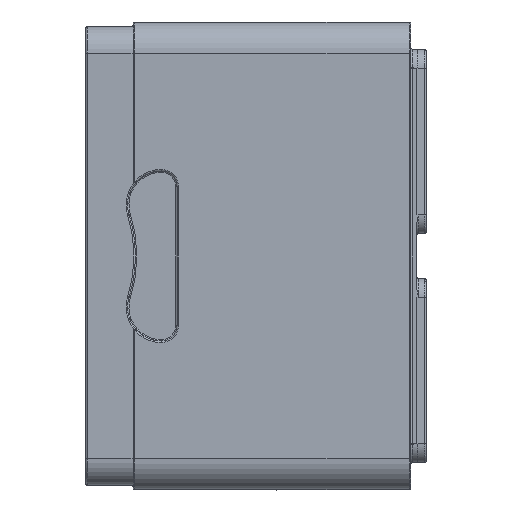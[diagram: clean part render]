
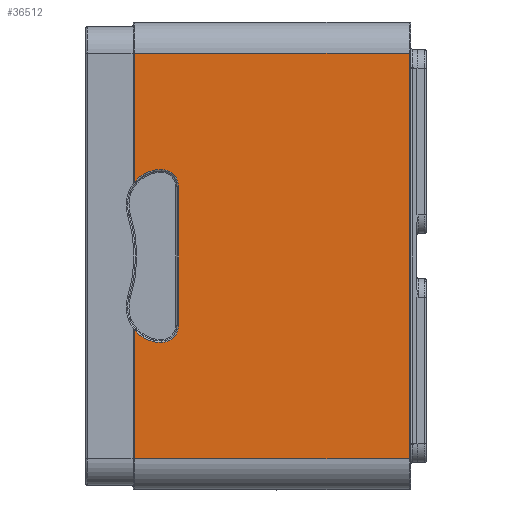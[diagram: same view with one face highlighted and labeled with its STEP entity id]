
A CAD part, left-side view. The second image highlights one B-rep face of the part: STEP entity #36512.
In plain terms, the highlighted planar face has unit normal (-1, 0, 0).
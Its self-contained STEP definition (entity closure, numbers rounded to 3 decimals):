
#2188=DIRECTION('',(0.,1.,0.));
#2189=VECTOR('',#2188,8.771);
#2190=CARTESIAN_POINT('',(-23.975,0.25,6.475));
#2191=LINE('',#2190,#2189);
#2196=CARTESIAN_POINT('',(-23.975,9.011,-2.402));
#2197=DIRECTION('',(1.,0.,0.));
#2198=DIRECTION('',(0.,1.,0.));
#2199=AXIS2_PLACEMENT_3D('',#2196,#2197,#2198);
#2201=CARTESIAN_POINT('',(-23.975,8.166,-1.637));
#2202=DIRECTION('',(-1.,0.,0.));
#2203=DIRECTION('',(0.,0.741,-0.671));
#2204=AXIS2_PLACEMENT_3D('',#2201,#2202,#2203);
#2206=CARTESIAN_POINT('',(-23.975,8.166,-2.217));
#2207=DIRECTION('',(-1.,0.,0.));
#2208=DIRECTION('',(0.,0.,-1.));
#2209=AXIS2_PLACEMENT_3D('',#2206,#2207,#2208);
#2211=CARTESIAN_POINT('',(-23.975,8.166,2.217));
#2212=DIRECTION('',(-1.,0.,0.));
#2213=DIRECTION('',(0.,-1.,0.));
#2214=AXIS2_PLACEMENT_3D('',#2211,#2212,#2213);
#2216=CARTESIAN_POINT('',(-23.975,8.166,1.637));
#2217=DIRECTION('',(-1.,0.,0.));
#2218=DIRECTION('',(0.,0.,1.));
#2219=AXIS2_PLACEMENT_3D('',#2216,#2217,#2218);
#2221=CARTESIAN_POINT('',(-23.975,9.011,2.402));
#2222=DIRECTION('',(1.,0.,0.));
#2223=DIRECTION('',(0.,-0.742,-0.671));
#2224=AXIS2_PLACEMENT_3D('',#2221,#2222,#2223);
#2226=DIRECTION('',(0.,0.,1.));
#2227=VECTOR('',#2226,12.95);
#2228=CARTESIAN_POINT('',(-23.975,0.25,-6.475));
#2229=LINE('',#2228,#2227);
#2253=DIRECTION('',(0.,-1.,0.));
#2254=VECTOR('',#2253,8.771);
#2255=CARTESIAN_POINT('',(-23.975,9.021,-6.475));
#2256=LINE('',#2255,#2254);
#4007=DIRECTION('',(0.,0.,-1.));
#4008=VECTOR('',#4007,4.073);
#4009=CARTESIAN_POINT('',(-23.975,9.021,6.475));
#4010=LINE('',#4009,#4008);
#4045=DIRECTION('',(0.,0.,-1.));
#4046=VECTOR('',#4045,4.434);
#4047=CARTESIAN_POINT('',(-23.975,7.616,2.217));
#4048=LINE('',#4047,#4046);
#4097=DIRECTION('',(0.,0.,-1.));
#4098=VECTOR('',#4097,4.073);
#4099=CARTESIAN_POINT('',(-23.975,9.021,-2.402));
#4100=LINE('',#4099,#4098);
#29425=CARTESIAN_POINT('',(-23.975,0.25,6.475));
#29426=VERTEX_POINT('',#29425);
#29427=CARTESIAN_POINT('',(-23.975,9.021,6.475));
#29428=VERTEX_POINT('',#29427);
#29429=CARTESIAN_POINT('',(-23.975,0.25,-6.475));
#29430=VERTEX_POINT('',#29429);
#29431=CARTESIAN_POINT('',(-23.975,9.021,-6.475));
#29432=VERTEX_POINT('',#29431);
#29433=CARTESIAN_POINT('',(-23.975,9.021,-2.402));
#29434=VERTEX_POINT('',#29433);
#29435=CARTESIAN_POINT('',(-23.975,9.004,-2.396));
#29436=VERTEX_POINT('',#29435);
#29437=CARTESIAN_POINT('',(-23.975,8.166,
-2.767));
#29438=VERTEX_POINT('',#29437);
#29439=CARTESIAN_POINT('',(-23.975,7.616,
-2.217));
#29440=VERTEX_POINT('',#29439);
#29441=CARTESIAN_POINT('',(-23.975,7.616,
2.217));
#29442=VERTEX_POINT('',#29441);
#29443=CARTESIAN_POINT('',(-23.975,8.166,
2.767));
#29444=VERTEX_POINT('',#29443);
#29445=CARTESIAN_POINT('',(-23.975,9.004,
2.396));
#29446=VERTEX_POINT('',#29445);
#29447=CARTESIAN_POINT('',(-23.975,9.021,2.402));
#29448=VERTEX_POINT('',#29447);
#36482=CARTESIAN_POINT('',(-23.975,0.,-7.475));
#36483=DIRECTION('',(-1.,0.,0.));
#36484=DIRECTION('',(0.,0.,1.));
#36485=AXIS2_PLACEMENT_3D('',#36482,#36483,#36484);
#36486=PLANE('',#36485);
#36488=ORIENTED_EDGE('',*,*,#36487,.F.);
#36490=ORIENTED_EDGE('',*,*,#36489,.F.);
#36492=ORIENTED_EDGE('',*,*,#36491,.F.);
#36494=ORIENTED_EDGE('',*,*,#36493,.T.);
#36496=ORIENTED_EDGE('',*,*,#36495,.T.);
#36498=ORIENTED_EDGE('',*,*,#36497,.T.);
#36500=ORIENTED_EDGE('',*,*,#36499,.F.);
#36502=ORIENTED_EDGE('',*,*,#36501,.T.);
#36504=ORIENTED_EDGE('',*,*,#36503,.T.);
#36506=ORIENTED_EDGE('',*,*,#36505,.T.);
#36508=ORIENTED_EDGE('',*,*,#36507,.F.);
#36509=ORIENTED_EDGE('',*,*,#36474,.F.);
#36510=EDGE_LOOP('',(#36488,#36490,#36492,#36494,#36496,#36498,#36500,#36502,
#36504,#36506,#36508,#36509));
#36511=FACE_OUTER_BOUND('',#36510,.F.);
#36512=ADVANCED_FACE('',(#36511),#36486,.T.);
#2200=CIRCLE('',#2199,0.01);
#2205=CIRCLE('',#2204,1.13);
#2210=CIRCLE('',#2209,0.55);
#2215=CIRCLE('',#2214,0.55);
#2220=CIRCLE('',#2219,1.13);
#2225=CIRCLE('',#2224,0.01);
#36474=EDGE_CURVE('',#29426,#29428,#2191,.T.);
#36487=EDGE_CURVE('',#29430,#29426,#2229,.T.);
#36489=EDGE_CURVE('',#29432,#29430,#2256,.T.);
#36491=EDGE_CURVE('',#29434,#29432,#4100,.T.);
#36493=EDGE_CURVE('',#29434,#29436,#2200,.T.);
#36495=EDGE_CURVE('',#29436,#29438,#2205,.T.);
#36497=EDGE_CURVE('',#29438,#29440,#2210,.T.);
#36499=EDGE_CURVE('',#29442,#29440,#4048,.T.);
#36501=EDGE_CURVE('',#29442,#29444,#2215,.T.);
#36503=EDGE_CURVE('',#29444,#29446,#2220,.T.);
#36505=EDGE_CURVE('',#29446,#29448,#2225,.T.);
#36507=EDGE_CURVE('',#29428,#29448,#4010,.T.);
